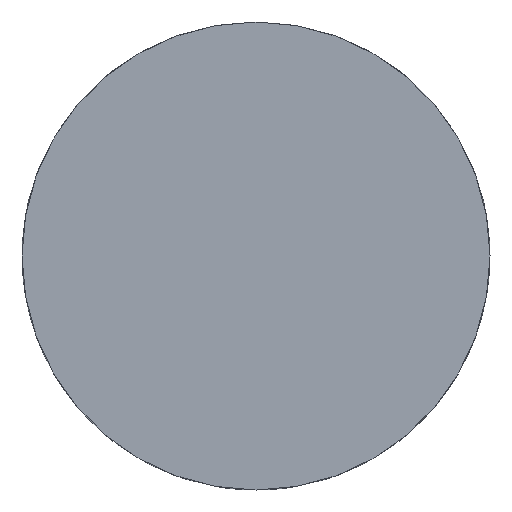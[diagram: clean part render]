
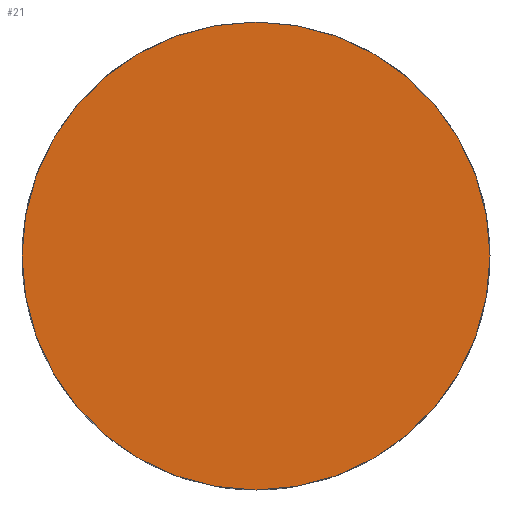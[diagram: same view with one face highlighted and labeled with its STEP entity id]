
A CAD part, front view. The second image highlights one B-rep face of the part: STEP entity #21.
In plain terms, the highlighted planar face has unit normal (0, -1, 0).
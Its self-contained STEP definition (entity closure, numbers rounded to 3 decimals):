
#21 = ADVANCED_FACE ( 'NONE', ( #250 ), #144, .F. ) ;
#27 = EDGE_CURVE ( 'NONE', #90, #154, #263, .T. ) ;
#28 = ORIENTED_EDGE ( 'NONE', *, *, #27, .F. ) ;
#37 = DIRECTION ( 'NONE',  ( 0., 1., 0. ) ) ;
#60 = AXIS2_PLACEMENT_3D ( 'NONE', #215, #82, #164 ) ;
#82 = DIRECTION ( 'NONE',  ( 0., 1., 0. ) ) ;
#90 = VERTEX_POINT ( 'NONE', #192 ) ;
#95 = DIRECTION ( 'NONE',  ( 0., 0., 1. ) ) ;
#102 = CARTESIAN_POINT ( 'NONE',  ( 0., 0., 0. ) ) ;
#143 = AXIS2_PLACEMENT_3D ( 'NONE', #210, #163, #95 ) ;
#144 = PLANE ( 'NONE',  #60 ) ;
#154 = VERTEX_POINT ( 'NONE', #187 ) ;
#163 = DIRECTION ( 'NONE',  ( 0., 1., 0. ) ) ;
#164 = DIRECTION ( 'NONE',  ( 0., 0., 1. ) ) ;
#181 = AXIS2_PLACEMENT_3D ( 'NONE', #102, #37, #257 ) ;
#187 = CARTESIAN_POINT ( 'NONE',  ( 0., 0., -4.45 ) ) ;
#192 = CARTESIAN_POINT ( 'NONE',  ( 0., 0., 4.45 ) ) ;
#210 = CARTESIAN_POINT ( 'NONE',  ( 0., 0., 0. ) ) ;
#215 = CARTESIAN_POINT ( 'NONE',  ( 0., 0., 0. ) ) ;
#221 = EDGE_LOOP ( 'NONE', ( #264, #28 ) ) ;
#246 = EDGE_CURVE ( 'NONE', #154, #90, #269, .T. ) ;
#250 = FACE_OUTER_BOUND ( 'NONE', #221, .T. ) ;
#257 = DIRECTION ( 'NONE',  ( 0., 0., 1. ) ) ;
#263 = CIRCLE ( 'NONE', #181, 4.45 ) ;
#264 = ORIENTED_EDGE ( 'NONE', *, *, #246, .F. ) ;
#269 = CIRCLE ( 'NONE', #143, 4.45 ) ;
